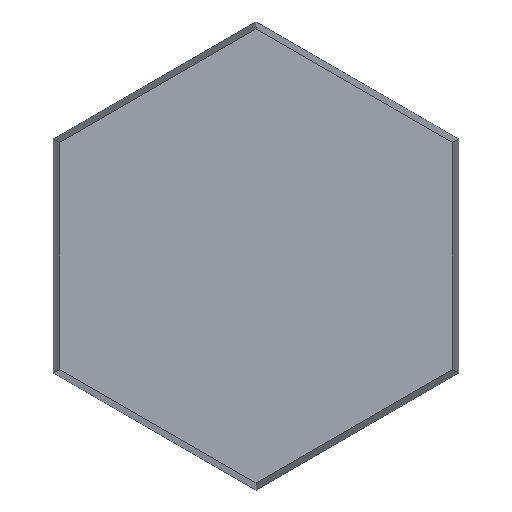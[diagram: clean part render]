
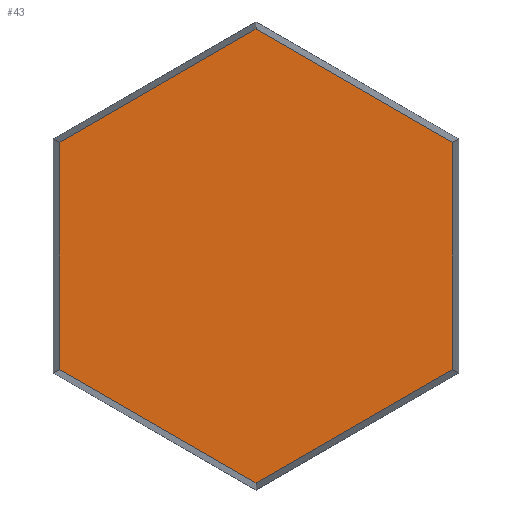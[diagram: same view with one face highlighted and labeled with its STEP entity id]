
A CAD part, front view. The second image highlights one B-rep face of the part: STEP entity #43.
In plain terms, the highlighted planar face has unit normal (0, -1, 0).
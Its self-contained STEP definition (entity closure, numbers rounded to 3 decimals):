
#43 = ADVANCED_FACE( '', ( #87 ), #88, .F. );
#87 = FACE_OUTER_BOUND( '', #130, .T. );
#88 = PLANE( '', #131 );
#130 = EDGE_LOOP( '', ( #184, #185, #186, #187, #188, #189 ) );
#131 = AXIS2_PLACEMENT_3D( '', #190, #191, #192 );
#184 = ORIENTED_EDGE( '', *, *, #257, .F. );
#185 = ORIENTED_EDGE( '', *, *, #254, .F. );
#186 = ORIENTED_EDGE( '', *, *, #250, .F. );
#187 = ORIENTED_EDGE( '', *, *, #258, .F. );
#188 = ORIENTED_EDGE( '', *, *, #245, .F. );
#189 = ORIENTED_EDGE( '', *, *, #259, .F. );
#190 = CARTESIAN_POINT( '', ( 0., 0., 0. ) );
#191 = DIRECTION( '', ( 0., 1., 0. ) );
#192 = DIRECTION( '', ( 0., 0., 1. ) );
#245 = EDGE_CURVE( '', #280, #282, #283, .T. );
#250 = EDGE_CURVE( '', #289, #291, #292, .T. );
#254 = EDGE_CURVE( '', #291, #297, #298, .T. );
#257 = EDGE_CURVE( '', #297, #301, #302, .T. );
#258 = EDGE_CURVE( '', #282, #289, #303, .T. );
#259 = EDGE_CURVE( '', #301, #280, #304, .T. );
#280 = VERTEX_POINT( '', #328 );
#282 = VERTEX_POINT( '', #331 );
#283 = LINE( '', #332, #333 );
#289 = VERTEX_POINT( '', #341 );
#291 = VERTEX_POINT( '', #344 );
#292 = LINE( '', #345, #346 );
#297 = VERTEX_POINT( '', #353 );
#298 = LINE( '', #354, #355 );
#301 = VERTEX_POINT( '', #359 );
#302 = LINE( '', #360, #361 );
#303 = LINE( '', #362, #363 );
#304 = LINE( '', #364, #365 );
#328 = CARTESIAN_POINT( '', ( 0., 0., 11.194 ) );
#331 = CARTESIAN_POINT( '', ( 9.694, 0., 5.597 ) );
#332 = CARTESIAN_POINT( '', ( 4.847, 0., 8.396 ) );
#333 = VECTOR( '', #391, 1000. );
#341 = CARTESIAN_POINT( '', ( 9.694, 0., -5.597 ) );
#344 = CARTESIAN_POINT( '', ( 0., 0., -11.194 ) );
#345 = CARTESIAN_POINT( '', ( 4.847, 0., -8.396 ) );
#346 = VECTOR( '', #395, 1000. );
#353 = CARTESIAN_POINT( '', ( -9.694, 0., -5.597 ) );
#354 = CARTESIAN_POINT( '', ( -4.847, 0., -8.396 ) );
#355 = VECTOR( '', #398, 1000. );
#359 = CARTESIAN_POINT( '', ( -9.694, 0., 5.597 ) );
#360 = CARTESIAN_POINT( '', ( -9.694, 0., 0. ) );
#361 = VECTOR( '', #400, 1000. );
#362 = CARTESIAN_POINT( '', ( 9.694, 0., 0. ) );
#363 = VECTOR( '', #401, 1000. );
#364 = CARTESIAN_POINT( '', ( -4.847, 0., 8.396 ) );
#365 = VECTOR( '', #402, 1000. );
#391 = DIRECTION( '', ( 0.866, 0., -0.5 ) );
#395 = DIRECTION( '', ( -0.866, 0., -0.5 ) );
#398 = DIRECTION( '', ( -0.866, 0., 0.5 ) );
#400 = DIRECTION( '', ( 0., 0., 1. ) );
#401 = DIRECTION( '', ( 0., 0., -1. ) );
#402 = DIRECTION( '', ( 0.866, 0., 0.5 ) );
